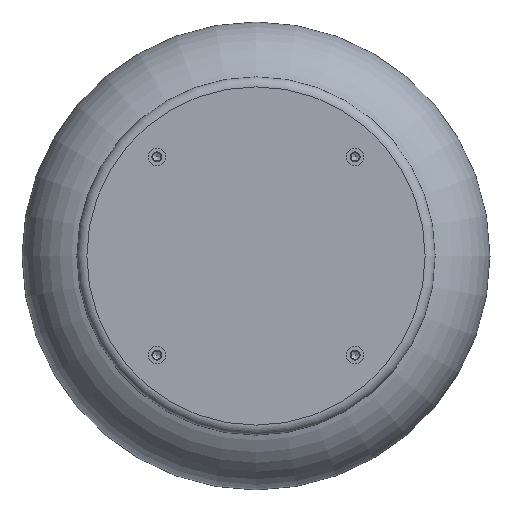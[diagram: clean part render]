
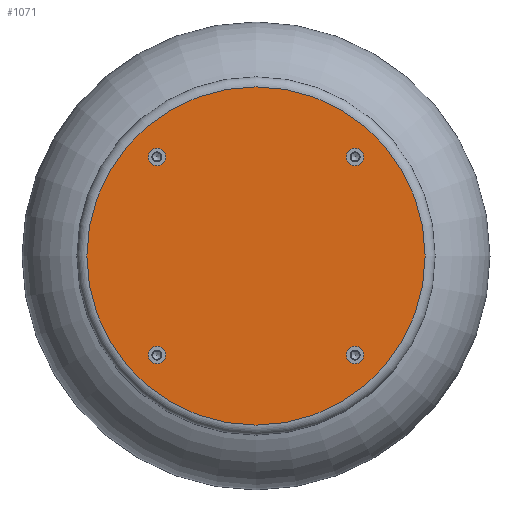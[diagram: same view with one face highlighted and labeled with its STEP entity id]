
A CAD part, front view. The second image highlights one B-rep face of the part: STEP entity #1071.
In plain terms, the highlighted planar face has unit normal (0, -1, 0).
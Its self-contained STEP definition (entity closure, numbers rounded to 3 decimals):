
#102=ORIENTED_EDGE('',*,*,#207,.F.);
#103=ORIENTED_EDGE('',*,*,#208,.F.);
#104=ORIENTED_EDGE('',*,*,#209,.F.);
#105=ORIENTED_EDGE('',*,*,#210,.F.);
#106=ORIENTED_EDGE('',*,*,#206,.T.);
#206=EDGE_CURVE('',#265,#265,#332,.T.);
#207=EDGE_CURVE('',#266,#266,#333,.T.);
#208=EDGE_CURVE('',#267,#267,#334,.T.);
#209=EDGE_CURVE('',#268,#268,#335,.T.);
#210=EDGE_CURVE('',#269,#269,#336,.T.);
#265=VERTEX_POINT('',#1533);
#266=VERTEX_POINT('',#1536);
#267=VERTEX_POINT('',#1538);
#268=VERTEX_POINT('',#1540);
#269=VERTEX_POINT('',#1542);
#332=CIRCLE('',#1154,135.5);
#333=CIRCLE('',#1156,7.);
#334=CIRCLE('',#1157,7.);
#335=CIRCLE('',#1158,7.);
#336=CIRCLE('',#1159,7.);
#405=EDGE_LOOP('',(#102));
#406=EDGE_LOOP('',(#103));
#407=EDGE_LOOP('',(#104));
#408=EDGE_LOOP('',(#105));
#409=EDGE_LOOP('',(#106));
#523=FACE_BOUND('',#405,.T.);
#524=FACE_BOUND('',#406,.T.);
#525=FACE_BOUND('',#407,.T.);
#526=FACE_BOUND('',#408,.T.);
#527=FACE_BOUND('',#409,.T.);
#624=PLANE('',#1155);
#1071=ADVANCED_FACE('',(#523,#524,#525,#526,#527),#624,.F.);
#1154=AXIS2_PLACEMENT_3D('',#1532,#1307,#1308);
#1155=AXIS2_PLACEMENT_3D('',#1534,#1309,#1310);
#1156=AXIS2_PLACEMENT_3D('',#1535,#1311,#1312);
#1157=AXIS2_PLACEMENT_3D('',#1537,#1313,#1314);
#1158=AXIS2_PLACEMENT_3D('',#1539,#1315,#1316);
#1159=AXIS2_PLACEMENT_3D('',#1541,#1317,#1318);
#1307=DIRECTION('',(0.,-1.,0.));
#1308=DIRECTION('',(0.,0.,-1.));
#1309=DIRECTION('',(0.,1.,0.));
#1310=DIRECTION('',(0.,0.,1.));
#1311=DIRECTION('',(0.,-1.,0.));
#1312=DIRECTION('',(0.,0.,-1.));
#1313=DIRECTION('',(0.,-1.,0.));
#1314=DIRECTION('',(0.,0.,-1.));
#1315=DIRECTION('',(0.,-1.,0.));
#1316=DIRECTION('',(0.,0.,-1.));
#1317=DIRECTION('',(0.,-1.,0.));
#1318=DIRECTION('',(0.,0.,-1.));
#1532=CARTESIAN_POINT('',(0.,0.,0.));
#1533=CARTESIAN_POINT('',(0.,0.,-135.5));
#1534=CARTESIAN_POINT('',(135.5,0.,0.));
#1535=CARTESIAN_POINT('',(79.4,0.,79.4));
#1536=CARTESIAN_POINT('',(79.4,0.,72.4));
#1537=CARTESIAN_POINT('',(-79.4,0.,79.4));
#1538=CARTESIAN_POINT('',(-79.4,0.,72.4));
#1539=CARTESIAN_POINT('',(79.4,0.,-79.4));
#1540=CARTESIAN_POINT('',(79.4,0.,-86.4));
#1541=CARTESIAN_POINT('',(-79.4,0.,-79.4));
#1542=CARTESIAN_POINT('',(-79.4,0.,-86.4));
